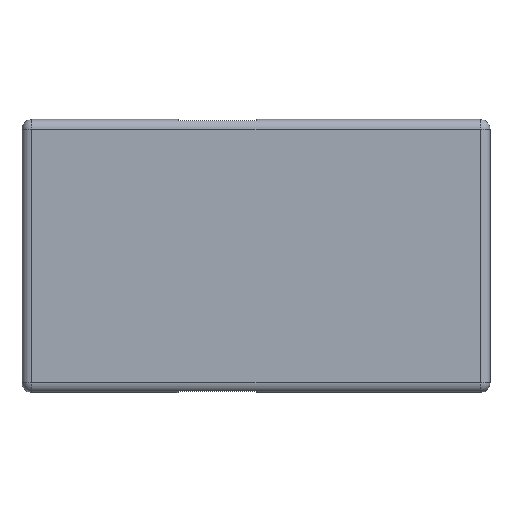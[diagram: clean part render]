
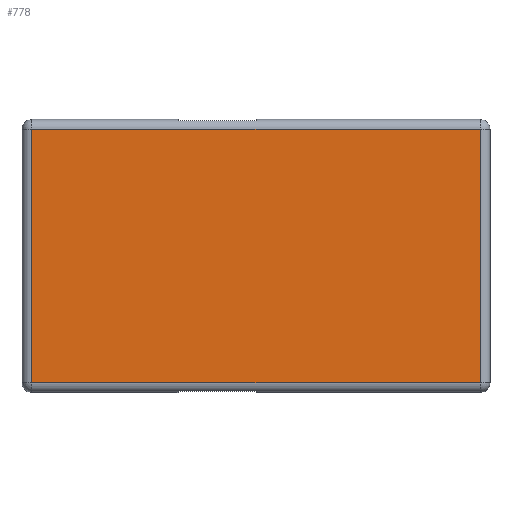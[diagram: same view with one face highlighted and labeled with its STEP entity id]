
A CAD part, top view. The second image highlights one B-rep face of the part: STEP entity #778.
In plain terms, the highlighted planar face has unit normal (0, 0, 1).
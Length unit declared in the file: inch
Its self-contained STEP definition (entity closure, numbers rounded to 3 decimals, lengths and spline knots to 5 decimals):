
#60=LINE('',#1243,#121);
#65=LINE('',#1274,#126);
#83=LINE('',#1331,#144);
#100=LINE('',#1374,#161);
#121=VECTOR('',#991,0.3937);
#126=VECTOR('',#1032,0.3937);
#144=VECTOR('',#1096,0.3937);
#161=VECTOR('',#1141,0.3937);
#178=PLANE('',#897);
#225=FACE_OUTER_BOUND('',#278,.T.);
#278=EDGE_LOOP('',(#703,#704,#705,#706));
#364=VERTEX_POINT('',#1239);
#365=VERTEX_POINT('',#1241);
#373=VERTEX_POINT('',#1272);
#388=VERTEX_POINT('',#1325);
#440=EDGE_CURVE('',#365,#364,#60,.T.);
#456=EDGE_CURVE('',#373,#365,#65,.T.);
#485=EDGE_CURVE('',#364,#388,#83,.T.);
#508=EDGE_CURVE('',#388,#373,#100,.T.);
#703=ORIENTED_EDGE('',*,*,#440,.F.);
#704=ORIENTED_EDGE('',*,*,#456,.F.);
#705=ORIENTED_EDGE('',*,*,#508,.F.);
#706=ORIENTED_EDGE('',*,*,#485,.F.);
#778=ADVANCED_FACE('',(#225),#178,.T.);
#897=AXIS2_PLACEMENT_3D('',#1375,#1142,#1143);
#991=DIRECTION('',(0.,1.,0.));
#1032=DIRECTION('',(-1.,0.,0.));
#1096=DIRECTION('',(1.,0.,0.));
#1141=DIRECTION('',(0.,-1.,0.));
#1142=DIRECTION('center_axis',(0.,0.,1.));
#1143=DIRECTION('ref_axis',(0.,-1.,0.));
#1239=CARTESIAN_POINT('',(0.03125,0.40625,0.1875));
#1241=CARTESIAN_POINT('',(0.03125,-0.40625,0.1875));
#1243=CARTESIAN_POINT('',(0.03125,0.21875,0.1875));
#1272=CARTESIAN_POINT('',(1.46875,-0.40625,0.1875));
#1274=CARTESIAN_POINT('',(0.,-0.40625,0.1875));
#1325=CARTESIAN_POINT('',(1.46875,0.40625,0.1875));
#1331=CARTESIAN_POINT('',(0.,0.40625,0.1875));
#1374=CARTESIAN_POINT('',(1.46875,0.21875,0.1875));
#1375=CARTESIAN_POINT('Origin',(0.,0.4375,0.1875));
